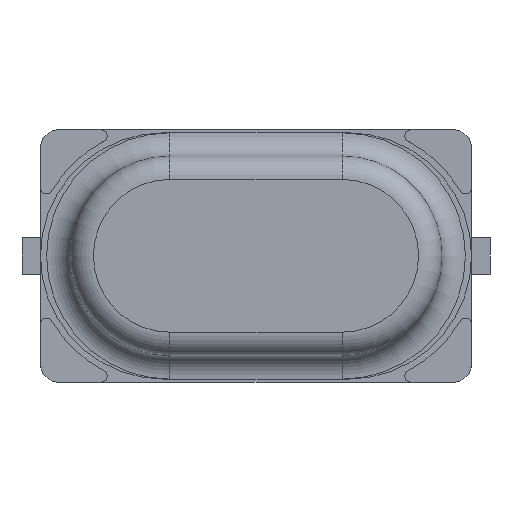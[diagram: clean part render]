
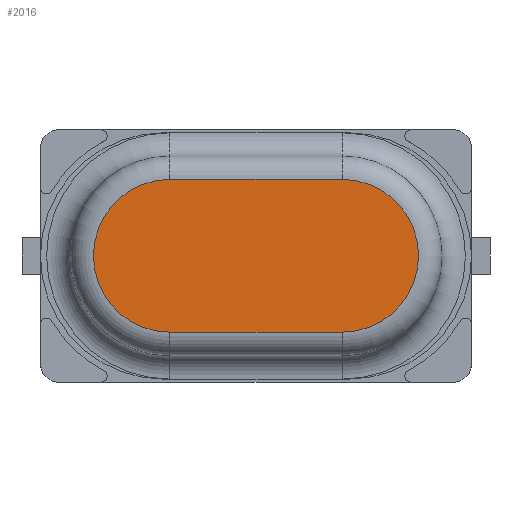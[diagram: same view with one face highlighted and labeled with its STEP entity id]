
A CAD part, top view. The second image highlights one B-rep face of the part: STEP entity #2016.
In plain terms, the highlighted planar face has unit normal (0, 0, 1).
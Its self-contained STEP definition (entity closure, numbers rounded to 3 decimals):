
#127 = CARTESIAN_POINT ( 'NONE',  ( 1.4, 0., 1.8 ) ) ;
#204 = DIRECTION ( 'NONE',  ( 1., 0., 0. ) ) ;
#217 = CARTESIAN_POINT ( 'NONE',  ( -1.4, -1.24, 1.8 ) ) ;
#294 = CARTESIAN_POINT ( 'NONE',  ( -1.4, 1.24, 1.8 ) ) ;
#366 = VERTEX_POINT ( 'NONE', #217 ) ;
#370 = VERTEX_POINT ( 'NONE', #417 ) ;
#371 = PLANE ( 'NONE',  #1896 ) ;
#417 = CARTESIAN_POINT ( 'NONE',  ( 1.4, -1.24, 1.8 ) ) ;
#459 = CIRCLE ( 'NONE', #1178, 1.24 ) ;
#542 = VERTEX_POINT ( 'NONE', #2197 ) ;
#666 = CARTESIAN_POINT ( 'NONE',  ( -1.4, 1.24, 1.8 ) ) ;
#682 = DIRECTION ( 'NONE',  ( -1., 0., 0. ) ) ;
#734 = ORIENTED_EDGE ( 'NONE', *, *, #1750, .T. ) ;
#857 = DIRECTION ( 'NONE',  ( 0., 0., 1. ) ) ;
#906 = DIRECTION ( 'NONE',  ( 0., 0., 1. ) ) ;
#983 = EDGE_CURVE ( 'NONE', #366, #370, #2780, .T. ) ;
#1029 = VERTEX_POINT ( 'NONE', #294 ) ;
#1168 = DIRECTION ( 'NONE',  ( 1., 0., 0. ) ) ;
#1178 = AXIS2_PLACEMENT_3D ( 'NONE', #127, #857, #2561 ) ;
#1438 = CARTESIAN_POINT ( 'NONE',  ( 1.4, -1.24, 1.8 ) ) ;
#1640 = FACE_OUTER_BOUND ( 'NONE', #3115, .T. ) ;
#1646 = CIRCLE ( 'NONE', #2106, 1.24 ) ;
#1750 = EDGE_CURVE ( 'NONE', #1029, #366, #1646, .T. ) ;
#1884 = ORIENTED_EDGE ( 'NONE', *, *, #1917, .T. ) ;
#1896 = AXIS2_PLACEMENT_3D ( 'NONE', #2553, #2067, #2332 ) ;
#1916 = ORIENTED_EDGE ( 'NONE', *, *, #3008, .T. ) ;
#1917 = EDGE_CURVE ( 'NONE', #370, #542, #459, .T. ) ;
#2016 = ADVANCED_FACE ( 'NONE', ( #1640 ), #371, .T. ) ;
#2067 = DIRECTION ( 'NONE',  ( 0., 0., 1. ) ) ;
#2089 = VECTOR ( 'NONE', #204, 1000. ) ;
#2106 = AXIS2_PLACEMENT_3D ( 'NONE', #2116, #906, #1168 ) ;
#2116 = CARTESIAN_POINT ( 'NONE',  ( -1.4, 0., 1.8 ) ) ;
#2197 = CARTESIAN_POINT ( 'NONE',  ( 1.4, 1.24, 1.8 ) ) ;
#2332 = DIRECTION ( 'NONE',  ( 1., 0., 0. ) ) ;
#2349 = VECTOR ( 'NONE', #682, 1000. ) ;
#2537 = ORIENTED_EDGE ( 'NONE', *, *, #983, .T. ) ;
#2553 = CARTESIAN_POINT ( 'NONE',  ( -1.4, 0., 1.8 ) ) ;
#2561 = DIRECTION ( 'NONE',  ( 1., 0., 0. ) ) ;
#2780 = LINE ( 'NONE', #1438, #2089 ) ;
#2874 = LINE ( 'NONE', #666, #2349 ) ;
#3008 = EDGE_CURVE ( 'NONE', #542, #1029, #2874, .T. ) ;
#3115 = EDGE_LOOP ( 'NONE', ( #1884, #1916, #734, #2537 ) ) ;
